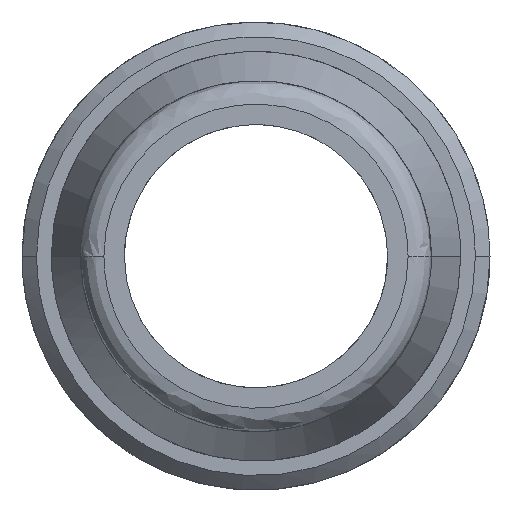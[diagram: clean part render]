
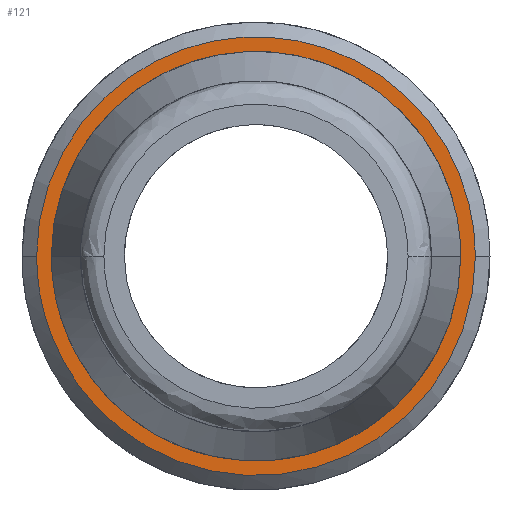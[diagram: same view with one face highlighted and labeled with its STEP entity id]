
A CAD part, front view. The second image highlights one B-rep face of the part: STEP entity #121.
In plain terms, the highlighted free-form (B-spline) face has degree [1, 1] with [2, 2] control points.
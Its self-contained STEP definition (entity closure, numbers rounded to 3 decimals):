
#37 = CARTESIAN_POINT ( 'NONE',  ( -3.25, -1., 0. ) ) ;
#58 = FACE_OUTER_BOUND ( 'NONE', #1745, .T. ) ;
#62 = CARTESIAN_POINT ( 'NONE',  ( -3.25, -1., -0.427 ) ) ;
#85 = CARTESIAN_POINT ( 'NONE',  ( -1.638, -1., -2.839 ) ) ;
#105 = CARTESIAN_POINT ( 'NONE',  ( 3.25, -1., 0. ) ) ;
#121 = ADVANCED_FACE ( 'NONE', ( #1281, #58 ), #504, .F. ) ;
#150 = VERTEX_POINT ( 'NONE', #1479 ) ;
#173 = CARTESIAN_POINT ( 'NONE',  ( -3.795, -1., 3.795 ) ) ;
#245 = CARTESIAN_POINT ( 'NONE',  ( 3.75, -1., 0. ) ) ;
#250 =( BOUNDED_CURVE ( )  B_SPLINE_CURVE ( 3, ( #1566, #1571, #1389, #963 ),
 .UNSPECIFIED., .F., .T. ) 
 B_SPLINE_CURVE_WITH_KNOTS ( ( 4, 4 ),
 ( -3.142, 0. ),
 .UNSPECIFIED. ) 
 CURVE ( )  GEOMETRIC_REPRESENTATION_ITEM ( )  RATIONAL_B_SPLINE_CURVE ( ( 1., 0.333, 0.333, 1. ) ) 
 REPRESENTATION_ITEM ( '' )  );
#251 = CARTESIAN_POINT ( 'NONE',  ( 0.849, -1., -3.166 ) ) ;
#253 = CARTESIAN_POINT ( 'NONE',  ( -3.75, -1., 2.197 ) ) ;
#305 = CARTESIAN_POINT ( 'NONE',  ( 3.166, -1., 0.849 ) ) ;
#323 = CARTESIAN_POINT ( 'NONE',  ( 2.6, -1., 1.996 ) ) ;
#379 = CARTESIAN_POINT ( 'NONE',  ( -3.25, -1., 0.427 ) ) ;
#407 = EDGE_LOOP ( 'NONE', ( #1737, #1366 ) ) ;
#476 = EDGE_CURVE ( 'NONE', #765, #150, #1729, .T. ) ;
#504 = B_SPLINE_SURFACE_WITH_KNOTS ( 'NONE', 1, 1, ( 
 ( #1325, #750 ),
 ( #1027, #173 ) ),
 .UNSPECIFIED., .F., .F., .F.,
 ( 2, 2 ),
 ( 2, 2 ),
 ( 0., 1. ),
 ( 0., 1. ),
 .UNSPECIFIED. ) ;
#506 = CARTESIAN_POINT ( 'NONE',  ( -3.25, -1., 0. ) ) ;
#515 = CARTESIAN_POINT ( 'NONE',  ( -0.849, -1., 3.166 ) ) ;
#521 = CARTESIAN_POINT ( 'NONE',  ( -0.849, -1., -3.166 ) ) ;
#612 = B_SPLINE_CURVE_WITH_KNOTS ( 'NONE', 3,
 ( #37, #379, #1401, #1250, #1393, #1857, #1107, #515, #1548, #1695, #1497, #1502, #1332, #323, #1636, #305, #624, #1201 ),
 .UNSPECIFIED., .F., .F.,
 ( 4, 2, 2, 2, 2, 2, 2, 2, 4 ),
 ( 0., 0.393, 0.785, 1.178, 1.571, 1.963, 2.356, 2.749, 3.142 ),
 .UNSPECIFIED. ) ;
#618 = VERTEX_POINT ( 'NONE', #780 ) ;
#624 = CARTESIAN_POINT ( 'NONE',  ( 3.25, -1., 0.427 ) ) ;
#690 = CARTESIAN_POINT ( 'NONE',  ( -3.75, -1., 0. ) ) ;
#710 = EDGE_CURVE ( 'NONE', #1487, #618, #612, .T. ) ;
#750 = CARTESIAN_POINT ( 'NONE',  ( 3.795, -1., 3.795 ) ) ;
#763 = CARTESIAN_POINT ( 'NONE',  ( -3.75, -1., 0. ) ) ;
#765 = VERTEX_POINT ( 'NONE', #763 ) ;
#780 = CARTESIAN_POINT ( 'NONE',  ( 3.25, -1., 0. ) ) ;
#800 = CARTESIAN_POINT ( 'NONE',  ( -2.839, -1., -1.638 ) ) ;
#827 = CARTESIAN_POINT ( 'NONE',  ( 3.166, -1., -0.849 ) ) ;
#834 = CARTESIAN_POINT ( 'NONE',  ( 0.427, -1., -3.25 ) ) ;
#939 = CARTESIAN_POINT ( 'NONE',  ( -1.996, -1., -2.6 ) ) ;
#963 = CARTESIAN_POINT ( 'NONE',  ( -3.75, -1., 0. ) ) ;
#973 = CARTESIAN_POINT ( 'NONE',  ( 3.25, -1., -0.427 ) ) ;
#987 = CARTESIAN_POINT ( 'NONE',  ( 3.75, -1., 2.197 ) ) ;
#997 = CARTESIAN_POINT ( 'NONE',  ( -2.197, -1., 3.75 ) ) ;
#1010 = EDGE_CURVE ( 'NONE', #150, #765, #250, .T. ) ;
#1027 = CARTESIAN_POINT ( 'NONE',  ( -3.795, -1., -3.795 ) ) ;
#1040 = ORIENTED_EDGE ( 'NONE', *, *, #476, .F. ) ;
#1107 = CARTESIAN_POINT ( 'NONE',  ( -1.638, -1., 2.839 ) ) ;
#1112 = CARTESIAN_POINT ( 'NONE',  ( 1.638, -1., -2.839 ) ) ;
#1120 = CARTESIAN_POINT ( 'NONE',  ( 2.839, -1., -1.638 ) ) ;
#1129 = CARTESIAN_POINT ( 'NONE',  ( 0., -1., 3.75 ) ) ;
#1135 = CARTESIAN_POINT ( 'NONE',  ( 2.197, -1., 3.75 ) ) ;
#1201 = CARTESIAN_POINT ( 'NONE',  ( 3.25, -1., 0. ) ) ;
#1250 = CARTESIAN_POINT ( 'NONE',  ( -2.839, -1., 1.638 ) ) ;
#1255 = CARTESIAN_POINT ( 'NONE',  ( -0.427, -1., -3.25 ) ) ;
#1281 = FACE_BOUND ( 'NONE', #407, .T. ) ;
#1318 = B_SPLINE_CURVE_WITH_KNOTS ( 'NONE', 3,
 ( #105, #973, #827, #1120, #1867, #1568, #1112, #251, #834, #1255, #521, #85, #939, #1855, #800, #1528, #62, #506 ),
 .UNSPECIFIED., .F., .F.,
 ( 4, 2, 2, 2, 2, 2, 2, 2, 4 ),
 ( 0., 0.393, 0.785, 1.178, 1.571, 1.963, 2.356, 2.749, 3.142 ),
 .UNSPECIFIED. ) ;
#1325 = CARTESIAN_POINT ( 'NONE',  ( 3.795, -1., -3.795 ) ) ;
#1332 = CARTESIAN_POINT ( 'NONE',  ( 1.996, -1., 2.6 ) ) ;
#1337 = EDGE_CURVE ( 'NONE', #618, #1487, #1318, .T. ) ;
#1366 = ORIENTED_EDGE ( 'NONE', *, *, #710, .T. ) ;
#1389 = CARTESIAN_POINT ( 'NONE',  ( -3.75, -1., -7.5 ) ) ;
#1393 = CARTESIAN_POINT ( 'NONE',  ( -2.6, -1., 1.996 ) ) ;
#1401 = CARTESIAN_POINT ( 'NONE',  ( -3.166, -1., 0.849 ) ) ;
#1479 = CARTESIAN_POINT ( 'NONE',  ( 3.75, -1., 0. ) ) ;
#1487 = VERTEX_POINT ( 'NONE', #1721 ) ;
#1497 = CARTESIAN_POINT ( 'NONE',  ( 0.849, -1., 3.166 ) ) ;
#1502 = CARTESIAN_POINT ( 'NONE',  ( 1.638, -1., 2.839 ) ) ;
#1528 = CARTESIAN_POINT ( 'NONE',  ( -3.166, -1., -0.849 ) ) ;
#1548 = CARTESIAN_POINT ( 'NONE',  ( -0.427, -1., 3.25 ) ) ;
#1566 = CARTESIAN_POINT ( 'NONE',  ( 3.75, -1., 0. ) ) ;
#1568 = CARTESIAN_POINT ( 'NONE',  ( 1.996, -1., -2.6 ) ) ;
#1571 = CARTESIAN_POINT ( 'NONE',  ( 3.75, -1., -7.5 ) ) ;
#1636 = CARTESIAN_POINT ( 'NONE',  ( 2.839, -1., 1.638 ) ) ;
#1638 = ORIENTED_EDGE ( 'NONE', *, *, #1010, .F. ) ;
#1695 = CARTESIAN_POINT ( 'NONE',  ( 0.427, -1., 3.25 ) ) ;
#1721 = CARTESIAN_POINT ( 'NONE',  ( -3.25, -1., 0. ) ) ;
#1729 =( BOUNDED_CURVE ( )  B_SPLINE_CURVE ( 3, ( #690, #253, #997, #1129, #1135, #987, #245 ),
 .UNSPECIFIED., .F., .F. ) 
 B_SPLINE_CURVE_WITH_KNOTS ( ( 4, 3, 4 ),
 ( -3.142, -1.571, 0. ),
 .UNSPECIFIED. ) 
 CURVE ( )  GEOMETRIC_REPRESENTATION_ITEM ( )  RATIONAL_B_SPLINE_CURVE ( ( 1., 0.805, 0.805, 1., 0.805, 0.805, 1. ) ) 
 REPRESENTATION_ITEM ( '' )  );
#1737 = ORIENTED_EDGE ( 'NONE', *, *, #1337, .T. ) ;
#1745 = EDGE_LOOP ( 'NONE', ( #1638, #1040 ) ) ;
#1855 = CARTESIAN_POINT ( 'NONE',  ( -2.6, -1., -1.996 ) ) ;
#1857 = CARTESIAN_POINT ( 'NONE',  ( -1.996, -1., 2.6 ) ) ;
#1867 = CARTESIAN_POINT ( 'NONE',  ( 2.6, -1., -1.996 ) ) ;
